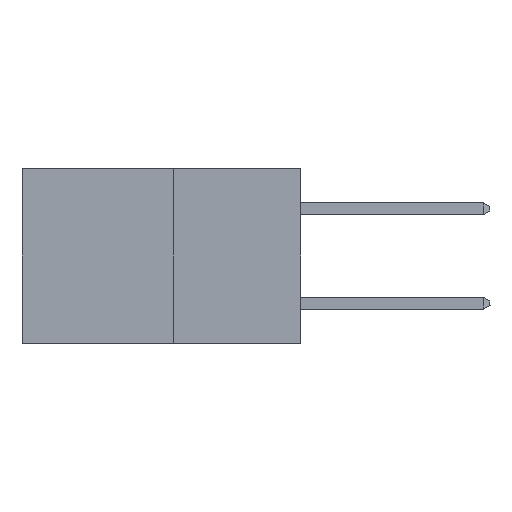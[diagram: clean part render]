
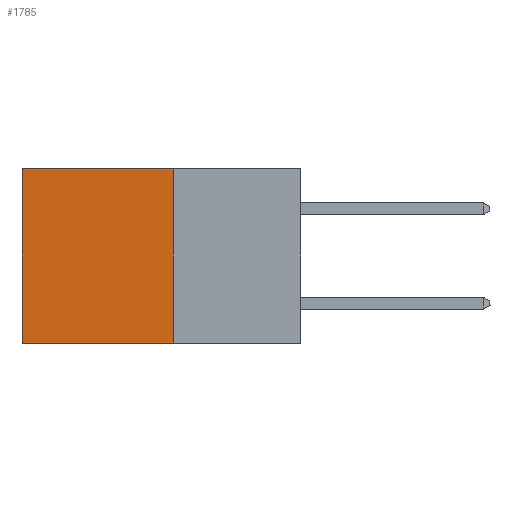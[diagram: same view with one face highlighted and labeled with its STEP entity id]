
A CAD part, left-side view. The second image highlights one B-rep face of the part: STEP entity #1785.
In plain terms, the highlighted planar face has unit normal (-1, 0, 0).
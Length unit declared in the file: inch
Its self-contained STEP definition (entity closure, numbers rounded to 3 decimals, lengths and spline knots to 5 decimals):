
#633 = LINE ( 'NONE', #1980, #9598 ) ;
#1011 = DIRECTION ( 'NONE',  ( 1., 0., 0. ) ) ;
#1076 = DIRECTION ( 'NONE',  ( 0., 0., -1. ) ) ;
#1785 = ADVANCED_FACE ( 'NONE', ( #8567 ), #7078, .F. ) ;
#1980 = CARTESIAN_POINT ( 'NONE',  ( 0.277, 0.27, 0. ) ) ;
#2545 = VERTEX_POINT ( 'NONE', #3149 ) ;
#2792 = CARTESIAN_POINT ( 'NONE',  ( 0.277, 0.59, -0.37 ) ) ;
#3149 = CARTESIAN_POINT ( 'NONE',  ( 0.277, 0.27, -0.37 ) ) ;
#3180 = DIRECTION ( 'NONE',  ( 0., 1., 0. ) ) ;
#3822 = EDGE_CURVE ( 'NONE', #2545, #11258, #14527, .T. ) ;
#3838 = DIRECTION ( 'NONE',  ( 0., 0., -1. ) ) ;
#3951 = VERTEX_POINT ( 'NONE', #8455 ) ;
#4555 = VECTOR ( 'NONE', #3838, 39.37008 ) ;
#4885 = VECTOR ( 'NONE', #9543, 39.37008 ) ;
#5921 = VECTOR ( 'NONE', #8547, 39.37008 ) ;
#6066 = CARTESIAN_POINT ( 'NONE',  ( 0.277, 0.27, -0.37 ) ) ;
#7051 = EDGE_CURVE ( 'NONE', #11769, #3951, #633, .T. ) ;
#7078 = PLANE ( 'NONE',  #14125 ) ;
#7443 = EDGE_LOOP ( 'NONE', ( #14618, #10646, #10779, #10891 ) ) ;
#7467 = CARTESIAN_POINT ( 'NONE',  ( 0.277, 0.27, -0.37 ) ) ;
#8085 = EDGE_CURVE ( 'NONE', #3951, #11258, #10785, .T. ) ;
#8393 = CARTESIAN_POINT ( 'NONE',  ( 0.277, 0.27, 0. ) ) ;
#8455 = CARTESIAN_POINT ( 'NONE',  ( 0.277, 0.59, 0. ) ) ;
#8547 = DIRECTION ( 'NONE',  ( 0., 1., 0. ) ) ;
#8567 = FACE_OUTER_BOUND ( 'NONE', #7443, .T. ) ;
#9543 = DIRECTION ( 'NONE',  ( 0., 0., -1. ) ) ;
#9598 = VECTOR ( 'NONE', #3180, 39.37008 ) ;
#10128 = CARTESIAN_POINT ( 'NONE',  ( 0.277, 0.59, -0.37 ) ) ;
#10646 = ORIENTED_EDGE ( 'NONE', *, *, #3822, .F. ) ;
#10779 = ORIENTED_EDGE ( 'NONE', *, *, #13045, .F. ) ;
#10785 = LINE ( 'NONE', #2792, #4885 ) ;
#10891 = ORIENTED_EDGE ( 'NONE', *, *, #7051, .T. ) ;
#11258 = VERTEX_POINT ( 'NONE', #10128 ) ;
#11769 = VERTEX_POINT ( 'NONE', #8393 ) ;
#12413 = CARTESIAN_POINT ( 'NONE',  ( 0.277, 0.27, -0.37 ) ) ;
#13045 = EDGE_CURVE ( 'NONE', #11769, #2545, #13267, .T. ) ;
#13267 = LINE ( 'NONE', #12413, #4555 ) ;
#14125 = AXIS2_PLACEMENT_3D ( 'NONE', #6066, #1011, #1076 ) ;
#14527 = LINE ( 'NONE', #7467, #5921 ) ;
#14618 = ORIENTED_EDGE ( 'NONE', *, *, #8085, .T. ) ;
